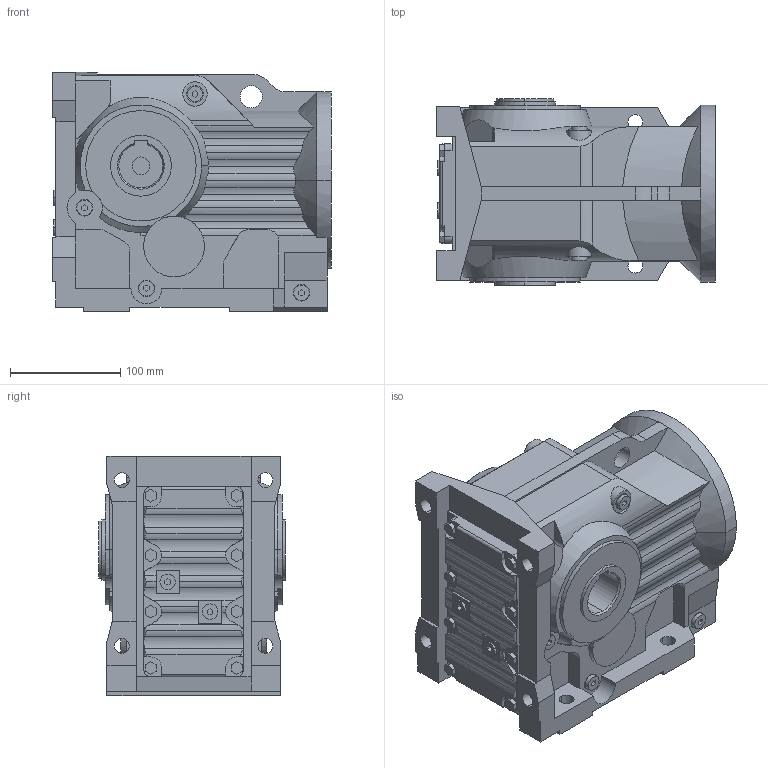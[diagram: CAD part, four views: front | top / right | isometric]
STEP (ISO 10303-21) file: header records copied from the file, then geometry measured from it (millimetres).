
FILE_DESCRIPTION(('STEP AP214'),'1');
FILE_NAME('cctmp_8B92CD59-47BA-4316-8EA5-130D7F936F14_2020_12_16_11_44_36_139..stp','2020-12-16T10:44:36',('SEW-EURODRIVE GmbH & Co KG'),('CADClick - www.CADClick.com'),'Spatial InterOp 3D postprocessed',' ','unknown authorization');
FILE_SCHEMA(('AUTOMOTIVE_DESIGN'));
Length unit declared in the file: millimetre
Products named in the file (1): 2020_12_16__11-44-36-123
Bounding box: 252.5 x 169 x 216.5 mm (x, y, z)
Volume: 6179580.8 mm3; surface area: 311565.1 mm2
Topology: 1 solids, 3 shells, 550 faces, 1469 edges, 968 vertices
Faces by surface type: plane 334, cylinder 202, cone 14
Entity records: 20407 total; most frequent: CARTESIAN_POINT 5016, ORIENTED_EDGE 2938, DIRECTION 2708, EDGE_CURVE 1469, LINE 976, VECTOR 976, VERTEX_POINT 968, AXIS2_PLACEMENT_3D 866
